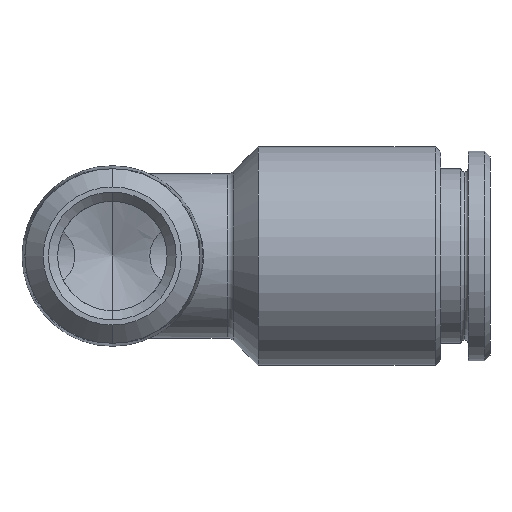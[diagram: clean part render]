
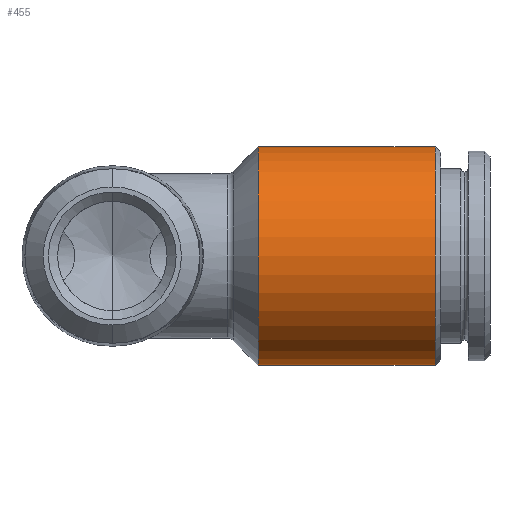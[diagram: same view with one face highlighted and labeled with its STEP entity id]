
A CAD part, front view. The second image highlights one B-rep face of the part: STEP entity #455.
In plain terms, the highlighted cylindrical face has radius 6 mm (diameter 12 mm), a partial arc.
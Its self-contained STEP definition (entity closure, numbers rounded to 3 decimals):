
#118 = EDGE_CURVE ( 'NONE', #135, #121, #695, .T. ) ;
#121 = VERTEX_POINT ( 'NONE', #690 ) ;
#124 = VERTEX_POINT ( 'NONE', #879 ) ;
#135 = VERTEX_POINT ( 'NONE', #748 ) ;
#314 = VERTEX_POINT ( 'NONE', #1301 ) ;
#316 = EDGE_CURVE ( 'NONE', #314, #124, #1300, .T. ) ;
#440 = EDGE_LOOP ( 'NONE', ( #456, #449, #451, #452 ) ) ;
#449 = ORIENTED_EDGE ( 'NONE', *, *, #450, .T. ) ;
#450 = EDGE_CURVE ( 'NONE', #314, #135, #1448, .T. ) ;
#451 = ORIENTED_EDGE ( 'NONE', *, *, #118, .T. ) ;
#452 = ORIENTED_EDGE ( 'NONE', *, *, #621, .T. ) ;
#455 = ADVANCED_FACE ( 'NONE', ( #1440 ), #1436, .T. ) ;
#456 = ORIENTED_EDGE ( 'NONE', *, *, #316, .F. ) ;
#621 = EDGE_CURVE ( 'NONE', #121, #124, #2186, .T. ) ;
#690 = CARTESIAN_POINT ( 'NONE',  ( 8., 0., 6. ) ) ;
#692 = DIRECTION ( 'NONE',  ( -1., 0., 0. ) ) ;
#693 = VECTOR ( 'NONE', #692, 1000. ) ;
#694 = CARTESIAN_POINT ( 'NONE',  ( -3.135, 0., 6. ) ) ;
#695 = LINE ( 'NONE', #694, #693 ) ;
#748 = CARTESIAN_POINT ( 'NONE',  ( 17.7, 0., 6. ) ) ;
#879 = CARTESIAN_POINT ( 'NONE',  ( 8., 0., -6. ) ) ;
#1297 = DIRECTION ( 'NONE',  ( -1., 0., 0. ) ) ;
#1298 = VECTOR ( 'NONE', #1297, 1000. ) ;
#1299 = CARTESIAN_POINT ( 'NONE',  ( -3.135, 0., -6. ) ) ;
#1300 = LINE ( 'NONE', #1299, #1298 ) ;
#1301 = CARTESIAN_POINT ( 'NONE',  ( 17.7, 0., -6. ) ) ;
#1431 = DIRECTION ( 'NONE',  ( 0., 0., 1. ) ) ;
#1432 = DIRECTION ( 'NONE',  ( -1., 0., 0. ) ) ;
#1433 = AXIS2_PLACEMENT_3D ( 'NONE', #1435, #1432, #1431 ) ;
#1435 = CARTESIAN_POINT ( 'NONE',  ( -3.135, 0., 0. ) ) ;
#1436 = CYLINDRICAL_SURFACE ( 'NONE', #1433, 6. ) ;
#1440 = FACE_OUTER_BOUND ( 'NONE', #440, .T. ) ;
#1444 = DIRECTION ( 'NONE',  ( 0., 0., 1. ) ) ;
#1445 = DIRECTION ( 'NONE',  ( -1., 0., 0. ) ) ;
#1446 = CARTESIAN_POINT ( 'NONE',  ( 17.7, 0., 0. ) ) ;
#1447 = AXIS2_PLACEMENT_3D ( 'NONE', #1446, #1445, #1444 ) ;
#1448 = CIRCLE ( 'NONE', #1447, 6. ) ;
#2182 = DIRECTION ( 'NONE',  ( 0., 0., -1. ) ) ;
#2183 = DIRECTION ( 'NONE',  ( 1., 0., 0. ) ) ;
#2184 = CARTESIAN_POINT ( 'NONE',  ( 8., 0., 0. ) ) ;
#2185 = AXIS2_PLACEMENT_3D ( 'NONE', #2184, #2183, #2182 ) ;
#2186 = CIRCLE ( 'NONE', #2185, 6. ) ;
